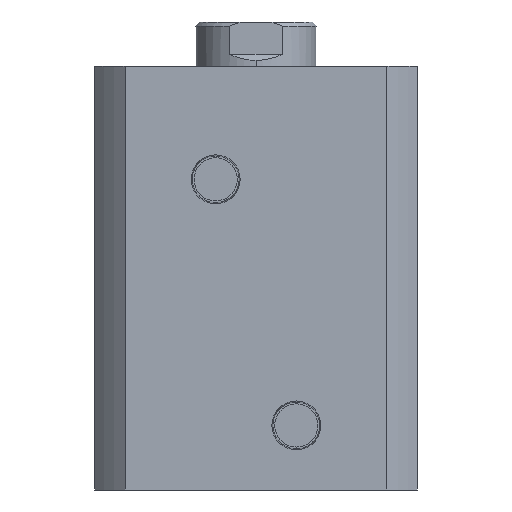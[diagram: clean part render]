
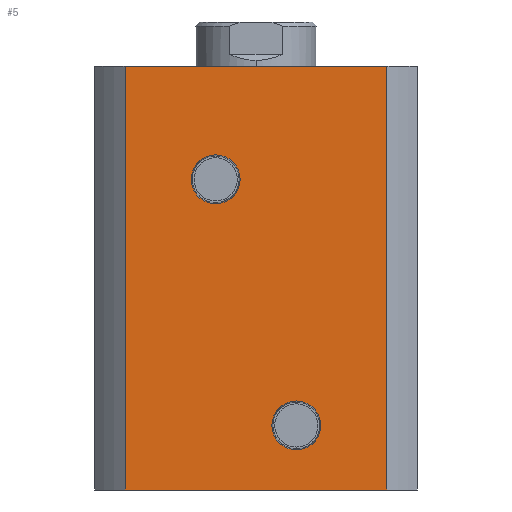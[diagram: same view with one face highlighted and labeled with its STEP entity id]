
A CAD part, left-side view. The second image highlights one B-rep face of the part: STEP entity #5.
In plain terms, the highlighted planar face has unit normal (-1, 0, 0).
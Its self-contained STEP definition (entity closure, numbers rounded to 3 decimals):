
#5 = ADVANCED_FACE ( 'NONE', ( #459, #451, #453 ), #1746, .F. ) ;
#83 = EDGE_CURVE ( 'NONE', #1904, #1903, #1610, .T. ) ;
#281 = ORIENTED_EDGE ( 'NONE', *, *, #1495, .F. ) ;
#309 = VERTEX_POINT ( 'NONE', #3384 ) ;
#451 = FACE_BOUND ( 'NONE', #2014, .T. ) ;
#453 = FACE_OUTER_BOUND ( 'NONE', #2016, .T. ) ;
#459 = FACE_BOUND ( 'NONE', #2009, .T. ) ;
#505 = ORIENTED_EDGE ( 'NONE', *, *, #2696, .F. ) ;
#506 = ORIENTED_EDGE ( 'NONE', *, *, #2661, .F. ) ;
#507 = ORIENTED_EDGE ( 'NONE', *, *, #1492, .F. ) ;
#518 = ORIENTED_EDGE ( 'NONE', *, *, #2663, .T. ) ;
#632 = ORIENTED_EDGE ( 'NONE', *, *, #1494, .F. ) ;
#934 = VECTOR ( 'NONE', #3492, 1000. ) ;
#936 = LINE ( 'NONE', #3497, #946 ) ;
#937 = LINE ( 'NONE', #3498, #944 ) ;
#938 = LINE ( 'NONE', #3496, #934 ) ;
#941 = CIRCLE ( 'NONE', #2806, 6.06 ) ;
#944 = VECTOR ( 'NONE', #3503, 1000. ) ;
#946 = VECTOR ( 'NONE', #3505, 1000. ) ;
#996 = CARTESIAN_POINT ( 'NONE',  ( -40., 10., 83.06 ) ) ;
#997 = CARTESIAN_POINT ( 'NONE',  ( -40., 10., 70.94 ) ) ;
#998 = CARTESIAN_POINT ( 'NONE',  ( -40., -10., 22.06 ) ) ;
#1003 = CARTESIAN_POINT ( 'NONE',  ( -40., -10., 9.94 ) ) ;
#1073 = CARTESIAN_POINT ( 'NONE',  ( -40., 32.438, 0. ) ) ;
#1080 = CARTESIAN_POINT ( 'NONE',  ( -40., -32.438, 105. ) ) ;
#1127 = CARTESIAN_POINT ( 'NONE',  ( -40., 32.438, 105. ) ) ;
#1150 = DIRECTION ( 'NONE',  ( 0., 0., -1. ) ) ;
#1151 = CARTESIAN_POINT ( 'NONE',  ( -40., 32.438, 105. ) ) ;
#1152 = CARTESIAN_POINT ( 'NONE',  ( -40., -10., 16. ) ) ;
#1153 = DIRECTION ( 'NONE',  ( -1., 0., 0. ) ) ;
#1154 = DIRECTION ( 'NONE',  ( 0., 0., 1. ) ) ;
#1236 = CARTESIAN_POINT ( 'NONE',  ( -40., -10., 16. ) ) ;
#1237 = DIRECTION ( 'NONE',  ( -1., 0., 0. ) ) ;
#1238 = DIRECTION ( 'NONE',  ( 0., 0., 1. ) ) ;
#1492 = EDGE_CURVE ( 'NONE', #1903, #1904, #941, .T. ) ;
#1493 = EDGE_CURVE ( 'NONE', #2117, #309, #938, .T. ) ;
#1494 = EDGE_CURVE ( 'NONE', #2124, #309, #937, .T. ) ;
#1495 = EDGE_CURVE ( 'NONE', #2171, #2124, #936, .T. ) ;
#1610 = CIRCLE ( 'NONE', #2765, 6.06 ) ;
#1744 = DIRECTION ( 'NONE',  ( 0., 1., 0. ) ) ;
#1746 = PLANE ( 'NONE',  #2728 ) ;
#1748 = CARTESIAN_POINT ( 'NONE',  ( -40., 0., 105. ) ) ;
#1754 = DIRECTION ( 'NONE',  ( 1., 0., 0. ) ) ;
#1766 = ORIENTED_EDGE ( 'NONE', *, *, #1493, .T. ) ;
#1767 = ORIENTED_EDGE ( 'NONE', *, *, #83, .F. ) ;
#1903 = VERTEX_POINT ( 'NONE', #996 ) ;
#1904 = VERTEX_POINT ( 'NONE', #997 ) ;
#1905 = VERTEX_POINT ( 'NONE', #998 ) ;
#1910 = VERTEX_POINT ( 'NONE', #1003 ) ;
#2009 = EDGE_LOOP ( 'NONE', ( #506, #505 ) ) ;
#2014 = EDGE_LOOP ( 'NONE', ( #507, #1767 ) ) ;
#2016 = EDGE_LOOP ( 'NONE', ( #1766, #632, #281, #518 ) ) ;
#2117 = VERTEX_POINT ( 'NONE', #1073 ) ;
#2124 = VERTEX_POINT ( 'NONE', #1080 ) ;
#2171 = VERTEX_POINT ( 'NONE', #1127 ) ;
#2280 = CIRCLE ( 'NONE', #2847, 6.06 ) ;
#2281 = LINE ( 'NONE', #1151, #2286 ) ;
#2286 = VECTOR ( 'NONE', #1150, 1000. ) ;
#2337 = CIRCLE ( 'NONE', #2859, 6.06 ) ;
#2661 = EDGE_CURVE ( 'NONE', #1905, #1910, #2280, .T. ) ;
#2663 = EDGE_CURVE ( 'NONE', #2171, #2117, #2281, .T. ) ;
#2696 = EDGE_CURVE ( 'NONE', #1910, #1905, #2337, .T. ) ;
#2728 = AXIS2_PLACEMENT_3D ( 'NONE', #1748, #1754, #1744 ) ;
#2765 = AXIS2_PLACEMENT_3D ( 'NONE', #3196, #3197, #3198 ) ;
#2806 = AXIS2_PLACEMENT_3D ( 'NONE', #3499, #3500, #3501 ) ;
#2847 = AXIS2_PLACEMENT_3D ( 'NONE', #1152, #1153, #1154 ) ;
#2859 = AXIS2_PLACEMENT_3D ( 'NONE', #1236, #1237, #1238 ) ;
#3196 = CARTESIAN_POINT ( 'NONE',  ( -40., 10., 77. ) ) ;
#3197 = DIRECTION ( 'NONE',  ( -1., 0., 0. ) ) ;
#3198 = DIRECTION ( 'NONE',  ( 0., 0., 1. ) ) ;
#3384 = CARTESIAN_POINT ( 'NONE',  ( -40., -32.438, 0. ) ) ;
#3492 = DIRECTION ( 'NONE',  ( 0., -1., 0. ) ) ;
#3496 = CARTESIAN_POINT ( 'NONE',  ( -40., 0., 0. ) ) ;
#3497 = CARTESIAN_POINT ( 'NONE',  ( -40., 0., 105. ) ) ;
#3498 = CARTESIAN_POINT ( 'NONE',  ( -40., -32.438, 105. ) ) ;
#3499 = CARTESIAN_POINT ( 'NONE',  ( -40., 10., 77. ) ) ;
#3500 = DIRECTION ( 'NONE',  ( -1., 0., 0. ) ) ;
#3501 = DIRECTION ( 'NONE',  ( 0., 0., 1. ) ) ;
#3503 = DIRECTION ( 'NONE',  ( 0., 0., -1. ) ) ;
#3505 = DIRECTION ( 'NONE',  ( 0., -1., 0. ) ) ;
